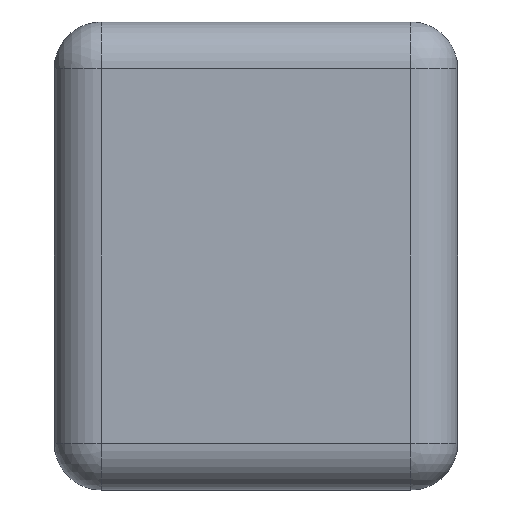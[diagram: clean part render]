
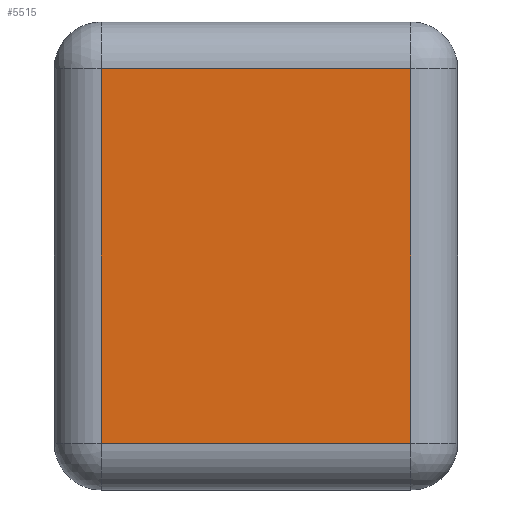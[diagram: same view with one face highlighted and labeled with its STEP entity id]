
A CAD part, left-side view. The second image highlights one B-rep face of the part: STEP entity #5515.
In plain terms, the highlighted planar face has unit normal (-1, 0, 0).
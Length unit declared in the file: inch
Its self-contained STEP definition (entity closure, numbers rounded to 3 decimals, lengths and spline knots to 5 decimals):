
#5081=CARTESIAN_POINT('',(-0.03937,-0.0189,0.00571));
#5082=VERTEX_POINT('',#5081);
#5083=CARTESIAN_POINT('',(-0.03937,-0.0189,0.05138));
#5084=VERTEX_POINT('',#5083);
#5085=CARTESIAN_POINT('',(-0.03937,-0.0189,0.00571));
#5086=DIRECTION('',(0.,-0.,1.));
#5087=VECTOR('',#5086,0.04567);
#5088=LINE('',#5085,#5087);
#5089=EDGE_CURVE('',#5082,#5084,#5088,.T.);
#5140=CARTESIAN_POINT('',(-0.03937,0.0189,0.05138));
#5141=VERTEX_POINT('',#5140);
#5149=CARTESIAN_POINT('',(-0.03937,-0.0189,0.05138));
#5150=DIRECTION('',(-0.,1.,0.));
#5151=VECTOR('',#5150,0.0378);
#5152=LINE('',#5149,#5151);
#5153=EDGE_CURVE('',#5084,#5141,#5152,.T.);
#5325=CARTESIAN_POINT('',(-0.03937,0.0189,0.00571));
#5326=VERTEX_POINT('',#5325);
#5478=CARTESIAN_POINT('',(-0.03937,0.0189,0.00571));
#5479=DIRECTION('',(0.,-0.,1.));
#5480=VECTOR('',#5479,0.04567);
#5481=LINE('',#5478,#5480);
#5482=EDGE_CURVE('',#5326,#5141,#5481,.T.);
#5492=CARTESIAN_POINT('',(-0.03937,-0.0189,0.00571));
#5493=DIRECTION('',(-0.,1.,0.));
#5494=VECTOR('',#5493,0.0378);
#5495=LINE('',#5492,#5494);
#5496=EDGE_CURVE('',#5082,#5326,#5495,.T.);
#5504=CARTESIAN_POINT('',(-0.03937,-0.02461,0.));
#5505=DIRECTION('',(1.,0.,0.));
#5506=DIRECTION('',(0.,1.,0.));
#5507=AXIS2_PLACEMENT_3D('',#5504,#5505,#5506);
#5508=PLANE('',#5507);
#5509=ORIENTED_EDGE('',*,*,#5153,.T.);
#5510=ORIENTED_EDGE('',*,*,#5482,.F.);
#5511=ORIENTED_EDGE('',*,*,#5496,.F.);
#5512=ORIENTED_EDGE('',*,*,#5089,.T.);
#5513=EDGE_LOOP('',(#5509,#5510,#5511,#5512));
#5514=FACE_BOUND('',#5513,.T.);
#5515=ADVANCED_FACE('',(#5514),#5508,.F.);
